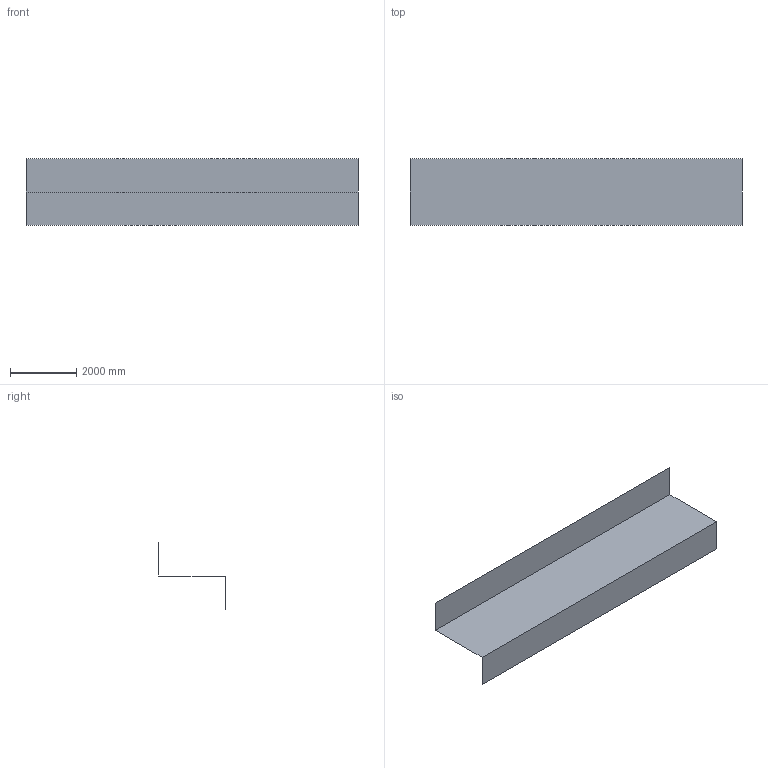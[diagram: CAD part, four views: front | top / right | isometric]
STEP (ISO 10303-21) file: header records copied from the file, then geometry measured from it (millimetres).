
FILE_DESCRIPTION(('STEP FEA test data geometry','AP203 class 4 - ManifoldSurfaces'),'2;1');
FILE_NAME('le5tbsrf_v2.stp','2001-03-02 T15:00:00',('R. Goult'),('Caesar Systems','LMR Systems'),'Hand coded- minor correction','Original NAFEMS data','R. Goult');
FILE_SCHEMA(('CONFIG_CONTROL_DESIGN'));
Length unit declared in the file: metre
Products named in the file (1): LE5surf
Bounding box: 10000 x 2000 x 2000 mm (x, y, z)
Surface area: 40000000 mm2 (no closed solid volume)
Topology: 0 solids, 1 shells, 3 faces, 10 edges, 8 vertices
Faces by surface type: plane 3
Entity records: 132 total; most frequent: ORIENTED_EDGE 12, LINE 10, EDGE_CURVE 10, CARTESIAN_POINT 9, VERTEX_POINT 8, CC_DESIGN_PERSON_AND_ORGANIZATION_ASSIGNMENT 5, PERSON_AND_ORGANIZATION_ROLE 5, CC_DESIGN_APPROVAL 3
